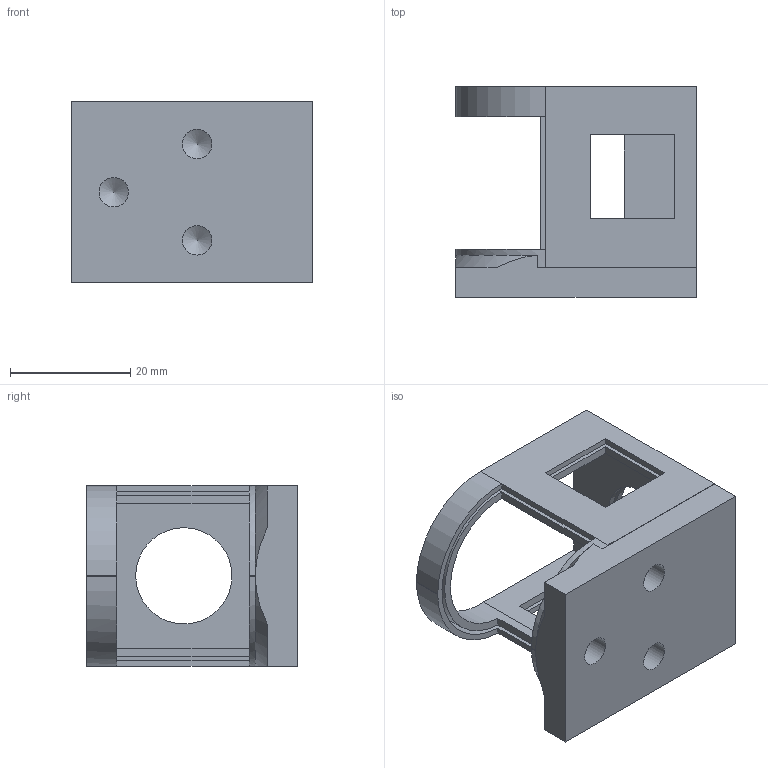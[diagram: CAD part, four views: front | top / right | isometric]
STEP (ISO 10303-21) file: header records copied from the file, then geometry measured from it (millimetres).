
FILE_DESCRIPTION(/* description */ (''),/* implementation_level */ '2;1');
FILE_NAME(/* name */ '40_Light-sheet_sample_chamber_v0_MIR.ipt.step',/* time_stamp */ '2022-11-29T08:26:34+01:00',/* author */ ('diederichbenedict'),/* organization */ (''),/* preprocessor_version */ 'ST-DEVELOPER v18.1',/* originating_system */ 'Autodesk Inventor 2022',/* authorisation */ '');
FILE_SCHEMA (('AUTOMOTIVE_DESIGN { 1 0 10303 214 3 1 1 }'));
Length unit declared in the file: millimetre
Products named in the file (1): 40_Light-sheet_sample_chamber_v0_MIR
Bounding box: 40 x 35 x 30.06 mm (x, y, z)
Volume: 11244.7 mm3; surface area: 10163 mm2
Topology: 1 solids, 1 shells, 78 faces, 213 edges, 137 vertices
Faces by surface type: plane 61, cylinder 11, cone 6
Full cylindrical faces by diameter (mm): 4.9 x3, 16 x2
Entity records: 2497 total; most frequent: CARTESIAN_POINT 440, ORIENTED_EDGE 420, DIRECTION 397, EDGE_CURVE 210, LINE 169, VECTOR 169, VERTEX_POINT 137, AXIS2_PLACEMENT_3D 114
